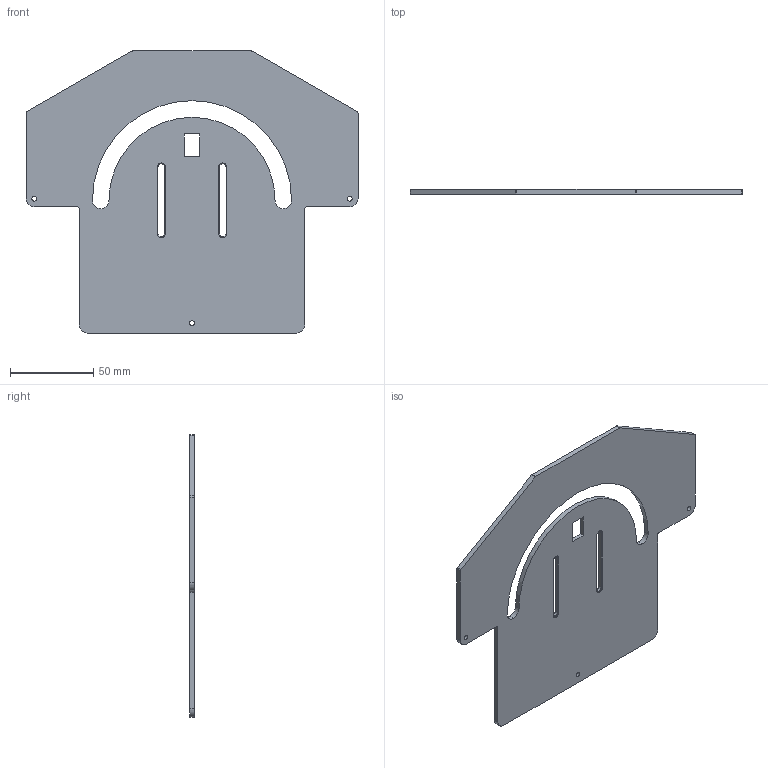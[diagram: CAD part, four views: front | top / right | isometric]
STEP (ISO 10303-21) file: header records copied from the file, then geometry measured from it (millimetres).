
FILE_DESCRIPTION (( 'STEP AP214' ), '1' );
FILE_NAME ('Lid.STEP', '2025-07-29T01:05:18', ( '' ), ( '' ), 'SwSTEP 2.0', 'SolidWorks 2025', '' );
FILE_SCHEMA (( 'AUTOMOTIVE_DESIGN' ));
Length unit declared in the file: millimetre
Products named in the file (1): Lid
Bounding box: 200 x 3 x 170 mm (x, y, z)
Volume: 73155.6 mm3; surface area: 52896 mm2
Topology: 1 solids, 1 shells, 159 faces, 428 edges, 276 vertices
Faces by surface type: bspline 72, plane 41, cylinder 28, cone 18
Entity records: 7941 total; most frequent: CARTESIAN_POINT 4344, ORIENTED_EDGE 856, DIRECTION 536, EDGE_CURVE 428, VERTEX_POINT 276, VECTOR 208, LINE 208, EDGE_LOOP 178
